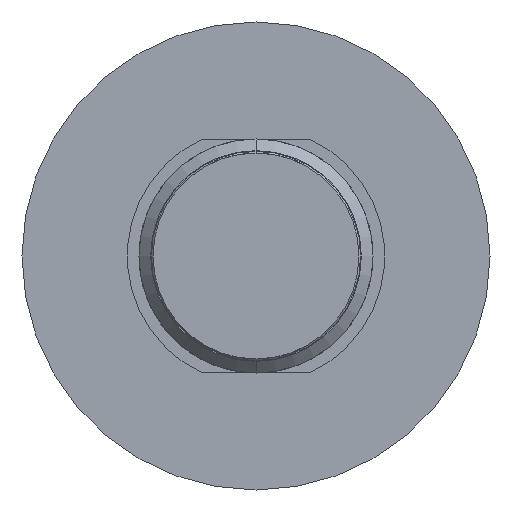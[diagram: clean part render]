
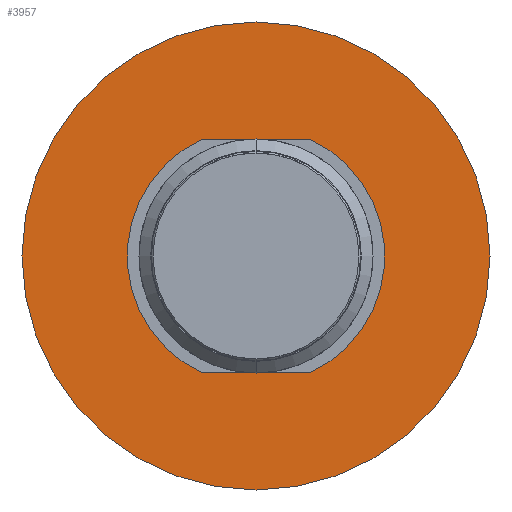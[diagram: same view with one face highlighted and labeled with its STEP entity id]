
A CAD part, front view. The second image highlights one B-rep face of the part: STEP entity #3957.
In plain terms, the highlighted planar face has unit normal (0, -1, 0).
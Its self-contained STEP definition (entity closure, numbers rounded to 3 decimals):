
#203 = CARTESIAN_POINT ( 'NONE',  ( 2., 38.1, 0. ) ) ;
#426 = VERTEX_POINT ( 'NONE', #2784 ) ;
#512 = EDGE_CURVE ( 'Defeature ausgef�hrt1_3+Defeature ausgef�hrt1_4+Defeature ausgef�hrt1_4+Defeature ausgef�hrt1_4', #1629, #1838, #2714, .T. ) ;
#588 = EDGE_LOOP ( 'NONE', ( #2940, #1537 ) ) ;
#595 = EDGE_CURVE ( 'Defeature ausgef�hrt1_2+Defeature ausgef�hrt1_3+Defeature ausgef�hrt1_3+Defeature ausgef�hrt1_3', #426, #3531, #3408, .T. ) ;
#634 = CIRCLE ( 'NONE', #1667, 2. ) ;
#645 = DIRECTION ( 'NONE',  ( 0., -1., 0. ) ) ;
#661 = CARTESIAN_POINT ( 'NONE',  ( 0., 38.1, 0. ) ) ;
#721 = FACE_OUTER_BOUND ( 'NONE', #588, .T. ) ;
#847 = ORIENTED_EDGE ( 'NONE', *, *, #595, .F. ) ;
#904 = EDGE_CURVE ( 'Defeature ausgef�hrt1_3+Defeature ausgef�hrt1_4+Defeature ausgef�hrt1_4+Defeature ausgef�hrt1_4', #1838, #1629, #3149, .T. ) ;
#931 = DIRECTION ( 'NONE',  ( 0., -1., 0. ) ) ;
#1028 = DIRECTION ( 'NONE',  ( 0., -1., 0. ) ) ;
#1081 = EDGE_LOOP ( 'NONE', ( #847, #2001 ) ) ;
#1125 = FACE_BOUND ( 'NONE', #1081, .T. ) ;
#1218 = CARTESIAN_POINT ( 'NONE',  ( 0., 38.1, 2. ) ) ;
#1537 = ORIENTED_EDGE ( 'NONE', *, *, #512, .T. ) ;
#1592 = PLANE ( 'NONE',  #3269 ) ;
#1594 = CARTESIAN_POINT ( 'NONE',  ( 0., 38.1, 0. ) ) ;
#1629 = VERTEX_POINT ( 'NONE', #2366 ) ;
#1667 = AXIS2_PLACEMENT_3D ( 'NONE', #3114, #2185, #2226 ) ;
#1833 = CARTESIAN_POINT ( 'NONE',  ( 0., 38.1, -5. ) ) ;
#1838 = VERTEX_POINT ( 'NONE', #1833 ) ;
#2001 = ORIENTED_EDGE ( 'NONE', *, *, #2300, .F. ) ;
#2185 = DIRECTION ( 'NONE',  ( 0., -1., 0. ) ) ;
#2226 = DIRECTION ( 'NONE',  ( 0., 0., -1. ) ) ;
#2300 = EDGE_CURVE ( 'Defeature ausgef�hrt1_2+Defeature ausgef�hrt1_3+Defeature ausgef�hrt1_3+Defeature ausgef�hrt1_3', #3531, #426, #634, .T. ) ;
#2311 = DIRECTION ( 'NONE',  ( 0., 0., -1. ) ) ;
#2366 = CARTESIAN_POINT ( 'NONE',  ( 0., 38.1, 5. ) ) ;
#2714 = CIRCLE ( 'NONE', #3951, 5. ) ;
#2784 = CARTESIAN_POINT ( 'NONE',  ( 0., 38.1, -2. ) ) ;
#2878 = DIRECTION ( 'NONE',  ( 0., 0., -1. ) ) ;
#2940 = ORIENTED_EDGE ( 'NONE', *, *, #904, .T. ) ;
#3114 = CARTESIAN_POINT ( 'NONE',  ( 0., 38.1, 0. ) ) ;
#3140 = AXIS2_PLACEMENT_3D ( 'NONE', #661, #645, #2878 ) ;
#3149 = CIRCLE ( 'NONE', #3140, 5. ) ;
#3155 = DIRECTION ( 'NONE',  ( 0., 0., -1. ) ) ;
#3269 = AXIS2_PLACEMENT_3D ( 'NONE', #203, #931, #3155 ) ;
#3408 = CIRCLE ( 'NONE', #3710, 2. ) ;
#3502 = DIRECTION ( 'NONE',  ( 0., -1., 0. ) ) ;
#3531 = VERTEX_POINT ( 'NONE', #1218 ) ;
#3535 = CARTESIAN_POINT ( 'NONE',  ( 0., 38.1, 0. ) ) ;
#3710 = AXIS2_PLACEMENT_3D ( 'NONE', #3535, #1028, #2311 ) ;
#3951 = AXIS2_PLACEMENT_3D ( 'NONE', #1594, #3502, #4127 ) ;
#3957 = ADVANCED_FACE ( 'Defeature ausgef�hrt1_3', ( #721, #1125 ), #1592, .T. ) ;
#4127 = DIRECTION ( 'NONE',  ( 0., 0., -1. ) ) ;
